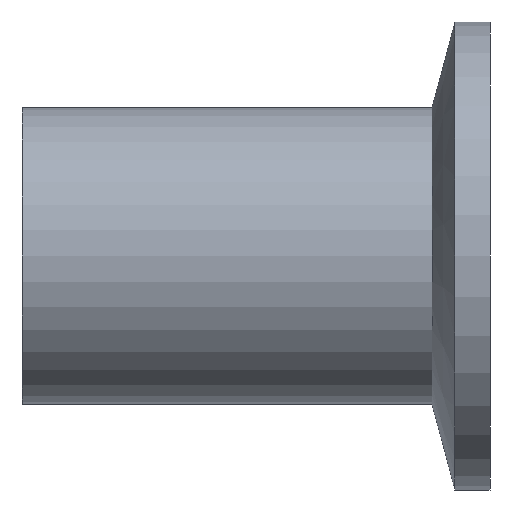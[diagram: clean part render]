
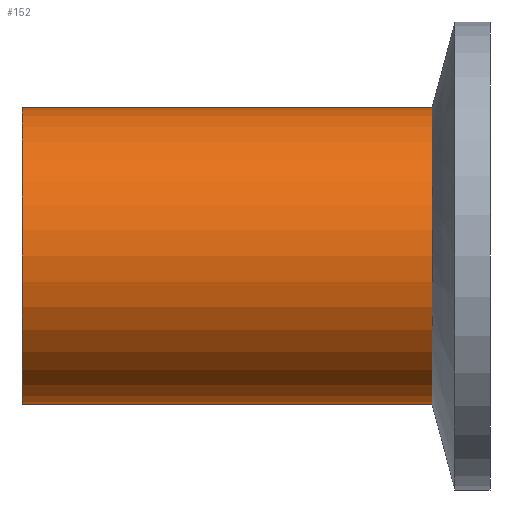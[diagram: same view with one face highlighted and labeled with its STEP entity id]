
A CAD part, left-side view. The second image highlights one B-rep face of the part: STEP entity #152.
In plain terms, the highlighted cylindrical face has radius 12.7 mm (diameter 25.4 mm), a full revolution.
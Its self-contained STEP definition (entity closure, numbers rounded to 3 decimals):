
#24=FACE_OUTER_BOUND('',#32,.T.);
#32=EDGE_LOOP('',(#116,#117,#118,#119,#120,#121));
#43=LINE('',#279,#48);
#48=VECTOR('',#228,12.7);
#55=CIRCLE('',#184,12.7);
#56=CIRCLE('',#185,12.7);
#57=CIRCLE('',#187,12.7);
#58=CIRCLE('',#188,12.7);
#71=VERTEX_POINT('',#269);
#72=VERTEX_POINT('',#270);
#73=VERTEX_POINT('',#275);
#74=VERTEX_POINT('',#276);
#88=EDGE_CURVE('',#71,#72,#55,.T.);
#89=EDGE_CURVE('',#72,#71,#56,.T.);
#91=EDGE_CURVE('',#73,#74,#57,.T.);
#92=EDGE_CURVE('',#74,#73,#58,.T.);
#93=EDGE_CURVE('',#74,#72,#43,.T.);
#116=ORIENTED_EDGE('',*,*,#91,.F.);
#117=ORIENTED_EDGE('',*,*,#92,.F.);
#118=ORIENTED_EDGE('',*,*,#93,.T.);
#119=ORIENTED_EDGE('',*,*,#89,.T.);
#120=ORIENTED_EDGE('',*,*,#88,.T.);
#121=ORIENTED_EDGE('',*,*,#93,.F.);
#147=CYLINDRICAL_SURFACE('',#186,12.7);
#152=ADVANCED_FACE('',(#24),#147,.T.);
#184=AXIS2_PLACEMENT_3D('',#271,#217,#218);
#185=AXIS2_PLACEMENT_3D('',#272,#219,#220);
#186=AXIS2_PLACEMENT_3D('',#274,#222,#223);
#187=AXIS2_PLACEMENT_3D('',#277,#224,#225);
#188=AXIS2_PLACEMENT_3D('',#278,#226,#227);
#217=DIRECTION('center_axis',(0.,1.,0.));
#218=DIRECTION('ref_axis',(1.,0.,0.));
#219=DIRECTION('center_axis',(0.,1.,0.));
#220=DIRECTION('ref_axis',(1.,0.,0.));
#222=DIRECTION('center_axis',(0.,1.,0.));
#223=DIRECTION('ref_axis',(-1.,0.,0.));
#224=DIRECTION('center_axis',(0.,1.,0.));
#225=DIRECTION('ref_axis',(1.,0.,0.));
#226=DIRECTION('center_axis',(0.,1.,0.));
#227=DIRECTION('ref_axis',(1.,0.,0.));
#228=DIRECTION('',(0.,-1.,0.));
#269=CARTESIAN_POINT('',(-12.7,4.956,0.));
#270=CARTESIAN_POINT('',(12.7,4.956,0.));
#271=CARTESIAN_POINT('Origin',(0.,4.956,0.));
#272=CARTESIAN_POINT('Origin',(0.,4.956,0.));
#274=CARTESIAN_POINT('Origin',(0.,22.478,0.));
#275=CARTESIAN_POINT('',(-12.7,40.,0.));
#276=CARTESIAN_POINT('',(12.7,40.,0.));
#277=CARTESIAN_POINT('Origin',(0.,40.,0.));
#278=CARTESIAN_POINT('Origin',(0.,40.,0.));
#279=CARTESIAN_POINT('',(12.7,22.478,0.));
